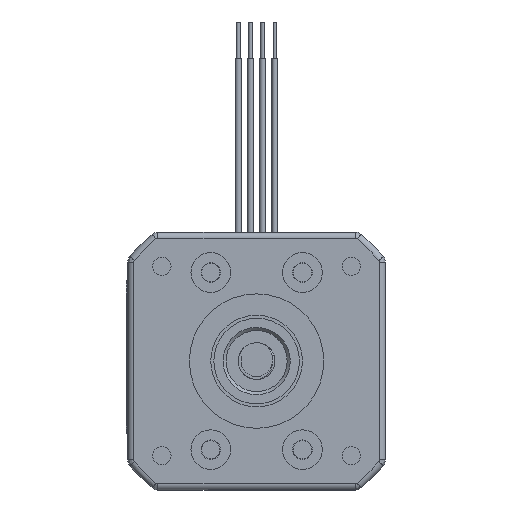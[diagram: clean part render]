
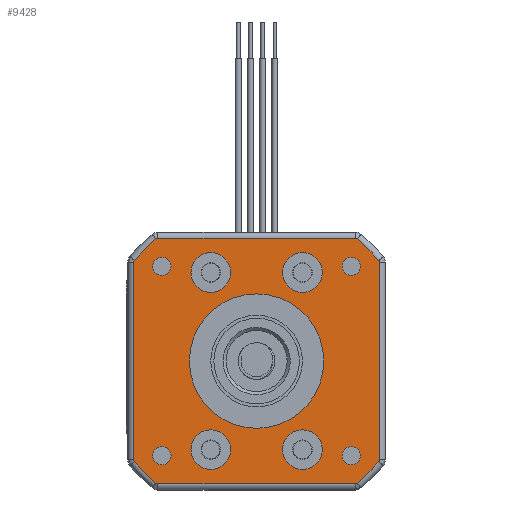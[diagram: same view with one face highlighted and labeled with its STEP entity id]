
A CAD part, front view. The second image highlights one B-rep face of the part: STEP entity #9428.
In plain terms, the highlighted face is planar.
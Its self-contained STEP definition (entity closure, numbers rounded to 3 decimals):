
#512=LINE('',#16967,#1303);
#513=LINE('',#16975,#1304);
#514=LINE('',#16983,#1305);
#515=LINE('',#16991,#1306);
#1303=VECTOR('',#12343,32.311);
#1304=VECTOR('',#12350,32.311);
#1305=VECTOR('',#12357,32.311);
#1306=VECTOR('',#12364,32.311);
#2081=FACE_BOUND('',#3195,.T.);
#2082=FACE_BOUND('',#3196,.T.);
#2083=FACE_BOUND('',#3197,.T.);
#2084=FACE_BOUND('',#3198,.T.);
#2085=FACE_BOUND('',#3199,.T.);
#2086=FACE_BOUND('',#3200,.T.);
#2087=FACE_BOUND('',#3201,.T.);
#2088=FACE_BOUND('',#3202,.T.);
#2089=FACE_BOUND('',#3203,.T.);
#2468=FACE_OUTER_BOUND('',#3194,.T.);
#3194=EDGE_LOOP('',(#7541,#7542,#7543,#7544,#7545,#7546,#7547,#7548,#7549,
#7550,#7551,#7552,#7553,#7554,#7555,#7556));
#3195=EDGE_LOOP('',(#7557));
#3196=EDGE_LOOP('',(#7558));
#3197=EDGE_LOOP('',(#7559));
#3198=EDGE_LOOP('',(#7560));
#3199=EDGE_LOOP('',(#7561));
#3200=EDGE_LOOP('',(#7562));
#3201=EDGE_LOOP('',(#7563));
#3202=EDGE_LOOP('',(#7564));
#3203=EDGE_LOOP('',(#7565));
#3817=CIRCLE('',#10298,25.9);
#3818=CIRCLE('',#10299,0.5);
#3819=CIRCLE('',#10300,0.5);
#3820=CIRCLE('',#10301,25.9);
#3821=CIRCLE('',#10302,0.5);
#3822=CIRCLE('',#10303,0.5);
#3823=CIRCLE('',#10304,25.9);
#3824=CIRCLE('',#10305,0.5);
#3825=CIRCLE('',#10306,0.5);
#3826=CIRCLE('',#10307,25.9);
#3827=CIRCLE('',#10308,0.5);
#3828=CIRCLE('',#10309,0.5);
#3829=CIRCLE('',#10310,3.25);
#3830=CIRCLE('',#10311,3.25);
#3831=CIRCLE('',#10312,3.25);
#3832=CIRCLE('',#10313,3.25);
#3833=CIRCLE('',#10314,11.);
#3834=CIRCLE('',#10315,1.5);
#3835=CIRCLE('',#10316,1.5);
#3836=CIRCLE('',#10317,1.5);
#3837=CIRCLE('',#10318,1.5);
#4502=VERTEX_POINT('',#16961);
#4503=VERTEX_POINT('',#16962);
#4504=VERTEX_POINT('',#16964);
#4505=VERTEX_POINT('',#16966);
#4506=VERTEX_POINT('',#16968);
#4507=VERTEX_POINT('',#16970);
#4508=VERTEX_POINT('',#16972);
#4509=VERTEX_POINT('',#16974);
#4510=VERTEX_POINT('',#16976);
#4511=VERTEX_POINT('',#16978);
#4512=VERTEX_POINT('',#16980);
#4513=VERTEX_POINT('',#16982);
#4514=VERTEX_POINT('',#16984);
#4515=VERTEX_POINT('',#16986);
#4516=VERTEX_POINT('',#16988);
#4517=VERTEX_POINT('',#16990);
#4518=VERTEX_POINT('',#16993);
#4519=VERTEX_POINT('',#16995);
#4520=VERTEX_POINT('',#16997);
#4521=VERTEX_POINT('',#16999);
#4522=VERTEX_POINT('',#17001);
#4523=VERTEX_POINT('',#17003);
#4524=VERTEX_POINT('',#17005);
#4525=VERTEX_POINT('',#17007);
#4526=VERTEX_POINT('',#17009);
#5586=EDGE_CURVE('',#4502,#4503,#3817,.F.);
#5587=EDGE_CURVE('',#4503,#4504,#3818,.F.);
#5588=EDGE_CURVE('',#4504,#4505,#512,.T.);
#5589=EDGE_CURVE('',#4505,#4506,#3819,.F.);
#5590=EDGE_CURVE('',#4506,#4507,#3820,.F.);
#5591=EDGE_CURVE('',#4507,#4508,#3821,.F.);
#5592=EDGE_CURVE('',#4508,#4509,#513,.T.);
#5593=EDGE_CURVE('',#4509,#4510,#3822,.F.);
#5594=EDGE_CURVE('',#4510,#4511,#3823,.F.);
#5595=EDGE_CURVE('',#4511,#4512,#3824,.F.);
#5596=EDGE_CURVE('',#4512,#4513,#514,.T.);
#5597=EDGE_CURVE('',#4513,#4514,#3825,.F.);
#5598=EDGE_CURVE('',#4514,#4515,#3826,.F.);
#5599=EDGE_CURVE('',#4515,#4516,#3827,.F.);
#5600=EDGE_CURVE('',#4516,#4517,#515,.T.);
#5601=EDGE_CURVE('',#4517,#4502,#3828,.F.);
#5602=EDGE_CURVE('',#4518,#4518,#3829,.T.);
#5603=EDGE_CURVE('',#4519,#4519,#3830,.T.);
#5604=EDGE_CURVE('',#4520,#4520,#3831,.T.);
#5605=EDGE_CURVE('',#4521,#4521,#3832,.T.);
#5606=EDGE_CURVE('',#4522,#4522,#3833,.F.);
#5607=EDGE_CURVE('',#4523,#4523,#3834,.T.);
#5608=EDGE_CURVE('',#4524,#4524,#3835,.T.);
#5609=EDGE_CURVE('',#4525,#4525,#3836,.T.);
#5610=EDGE_CURVE('',#4526,#4526,#3837,.T.);
#7541=ORIENTED_EDGE('',*,*,#5586,.T.);
#7542=ORIENTED_EDGE('',*,*,#5587,.T.);
#7543=ORIENTED_EDGE('',*,*,#5588,.T.);
#7544=ORIENTED_EDGE('',*,*,#5589,.T.);
#7545=ORIENTED_EDGE('',*,*,#5590,.T.);
#7546=ORIENTED_EDGE('',*,*,#5591,.T.);
#7547=ORIENTED_EDGE('',*,*,#5592,.T.);
#7548=ORIENTED_EDGE('',*,*,#5593,.T.);
#7549=ORIENTED_EDGE('',*,*,#5594,.T.);
#7550=ORIENTED_EDGE('',*,*,#5595,.T.);
#7551=ORIENTED_EDGE('',*,*,#5596,.T.);
#7552=ORIENTED_EDGE('',*,*,#5597,.T.);
#7553=ORIENTED_EDGE('',*,*,#5598,.T.);
#7554=ORIENTED_EDGE('',*,*,#5599,.T.);
#7555=ORIENTED_EDGE('',*,*,#5600,.T.);
#7556=ORIENTED_EDGE('',*,*,#5601,.T.);
#7557=ORIENTED_EDGE('',*,*,#5602,.F.);
#7558=ORIENTED_EDGE('',*,*,#5603,.F.);
#7559=ORIENTED_EDGE('',*,*,#5604,.F.);
#7560=ORIENTED_EDGE('',*,*,#5605,.F.);
#7561=ORIENTED_EDGE('',*,*,#5606,.F.);
#7562=ORIENTED_EDGE('',*,*,#5607,.T.);
#7563=ORIENTED_EDGE('',*,*,#5608,.T.);
#7564=ORIENTED_EDGE('',*,*,#5609,.T.);
#7565=ORIENTED_EDGE('',*,*,#5610,.T.);
#8891=PLANE('',#10297);
#9428=ADVANCED_FACE('',(#2468,#2081,#2082,#2083,#2084,#2085,#2086,#2087,
#2088,#2089),#8891,.F.);
#10297=AXIS2_PLACEMENT_3D('',#16960,#12337,#12338);
#10298=AXIS2_PLACEMENT_3D('',#16963,#12339,#12340);
#10299=AXIS2_PLACEMENT_3D('',#16965,#12341,#12342);
#10300=AXIS2_PLACEMENT_3D('',#16969,#12344,#12345);
#10301=AXIS2_PLACEMENT_3D('',#16971,#12346,#12347);
#10302=AXIS2_PLACEMENT_3D('',#16973,#12348,#12349);
#10303=AXIS2_PLACEMENT_3D('',#16977,#12351,#12352);
#10304=AXIS2_PLACEMENT_3D('',#16979,#12353,#12354);
#10305=AXIS2_PLACEMENT_3D('',#16981,#12355,#12356);
#10306=AXIS2_PLACEMENT_3D('',#16985,#12358,#12359);
#10307=AXIS2_PLACEMENT_3D('',#16987,#12360,#12361);
#10308=AXIS2_PLACEMENT_3D('',#16989,#12362,#12363);
#10309=AXIS2_PLACEMENT_3D('',#16992,#12365,#12366);
#10310=AXIS2_PLACEMENT_3D('',#16994,#12367,#12368);
#10311=AXIS2_PLACEMENT_3D('',#16996,#12369,#12370);
#10312=AXIS2_PLACEMENT_3D('',#16998,#12371,#12372);
#10313=AXIS2_PLACEMENT_3D('',#17000,#12373,#12374);
#10314=AXIS2_PLACEMENT_3D('',#17002,#12375,#12376);
#10315=AXIS2_PLACEMENT_3D('',#17004,#12377,#12378);
#10316=AXIS2_PLACEMENT_3D('',#17006,#12379,#12380);
#10317=AXIS2_PLACEMENT_3D('',#17008,#12381,#12382);
#10318=AXIS2_PLACEMENT_3D('',#17010,#12383,#12384);
#12337=DIRECTION('center_axis',(0.,-1.,0.));
#12338=DIRECTION('ref_axis',(0.,0.,-1.));
#12339=DIRECTION('center_axis',(0.,-1.,0.));
#12340=DIRECTION('ref_axis',(0.,0.,-1.));
#12341=DIRECTION('center_axis',(0.,-1.,0.));
#12342=DIRECTION('ref_axis',(0.,0.,-1.));
#12343=DIRECTION('',(0.,0.,1.));
#12344=DIRECTION('center_axis',(0.,-1.,0.));
#12345=DIRECTION('ref_axis',(0.,0.,-1.));
#12346=DIRECTION('center_axis',(0.,-1.,0.));
#12347=DIRECTION('ref_axis',(0.,0.,-1.));
#12348=DIRECTION('center_axis',(0.,-1.,0.));
#12349=DIRECTION('ref_axis',(0.,0.,-1.));
#12350=DIRECTION('',(1.,0.,0.));
#12351=DIRECTION('center_axis',(0.,-1.,0.));
#12352=DIRECTION('ref_axis',(0.,0.,-1.));
#12353=DIRECTION('center_axis',(0.,-1.,0.));
#12354=DIRECTION('ref_axis',(0.,0.,-1.));
#12355=DIRECTION('center_axis',(0.,-1.,0.));
#12356=DIRECTION('ref_axis',(0.,0.,-1.));
#12357=DIRECTION('',(0.,0.,-1.));
#12358=DIRECTION('center_axis',(0.,-1.,0.));
#12359=DIRECTION('ref_axis',(0.,0.,-1.));
#12360=DIRECTION('center_axis',(0.,-1.,0.));
#12361=DIRECTION('ref_axis',(0.,0.,-1.));
#12362=DIRECTION('center_axis',(0.,-1.,0.));
#12363=DIRECTION('ref_axis',(0.,0.,-1.));
#12364=DIRECTION('',(-1.,0.,0.));
#12365=DIRECTION('center_axis',(0.,-1.,0.));
#12366=DIRECTION('ref_axis',(0.,0.,-1.));
#12367=DIRECTION('center_axis',(0.,1.,0.));
#12368=DIRECTION('ref_axis',(0.,0.,1.));
#12369=DIRECTION('center_axis',(0.,1.,0.));
#12370=DIRECTION('ref_axis',(0.,0.,1.));
#12371=DIRECTION('center_axis',(0.,1.,0.));
#12372=DIRECTION('ref_axis',(0.,0.,1.));
#12373=DIRECTION('center_axis',(0.,1.,0.));
#12374=DIRECTION('ref_axis',(0.,0.,1.));
#12375=DIRECTION('center_axis',(0.,-1.,0.));
#12376=DIRECTION('ref_axis',(0.,0.,-1.));
#12377=DIRECTION('center_axis',(0.,-1.,0.));
#12378=DIRECTION('ref_axis',(0.,0.,-1.));
#12379=DIRECTION('center_axis',(0.,-1.,0.));
#12380=DIRECTION('ref_axis',(0.,0.,-1.));
#12381=DIRECTION('center_axis',(0.,-1.,0.));
#12382=DIRECTION('ref_axis',(0.,0.,-1.));
#12383=DIRECTION('center_axis',(0.,-1.,0.));
#12384=DIRECTION('ref_axis',(0.,0.,-1.));
#16960=CARTESIAN_POINT('Origin',(0.,3.,0.));
#16961=CARTESIAN_POINT('',(-16.474,3.,-19.986));
#16962=CARTESIAN_POINT('',(-19.986,3.,-16.474));
#16963=CARTESIAN_POINT('Origin',(0.,3.,0.));
#16964=CARTESIAN_POINT('',(-20.1,3.,-16.155));
#16965=CARTESIAN_POINT('Origin',(-19.6,3.,-16.155));
#16966=CARTESIAN_POINT('',(-20.1,3.,16.155));
#16967=CARTESIAN_POINT('',(-20.1,3.,-16.155));
#16968=CARTESIAN_POINT('',(-19.986,3.,16.474));
#16969=CARTESIAN_POINT('Origin',(-19.6,3.,16.155));
#16970=CARTESIAN_POINT('',(-16.474,3.,19.986));
#16971=CARTESIAN_POINT('Origin',(0.,3.,0.));
#16972=CARTESIAN_POINT('',(-16.155,3.,20.1));
#16973=CARTESIAN_POINT('Origin',(-16.155,3.,19.6));
#16974=CARTESIAN_POINT('',(16.155,3.,20.1));
#16975=CARTESIAN_POINT('',(-16.155,3.,20.1));
#16976=CARTESIAN_POINT('',(16.474,3.,19.986));
#16977=CARTESIAN_POINT('Origin',(16.155,3.,19.6));
#16978=CARTESIAN_POINT('',(19.986,3.,16.474));
#16979=CARTESIAN_POINT('Origin',(0.,3.,0.));
#16980=CARTESIAN_POINT('',(20.1,3.,16.155));
#16981=CARTESIAN_POINT('Origin',(19.6,3.,16.155));
#16982=CARTESIAN_POINT('',(20.1,3.,-16.155));
#16983=CARTESIAN_POINT('',(20.1,3.,16.155));
#16984=CARTESIAN_POINT('',(19.986,3.,-16.474));
#16985=CARTESIAN_POINT('Origin',(19.6,3.,-16.155));
#16986=CARTESIAN_POINT('',(16.474,3.,-19.986));
#16987=CARTESIAN_POINT('Origin',(0.,3.,0.));
#16988=CARTESIAN_POINT('',(16.155,3.,-20.1));
#16989=CARTESIAN_POINT('Origin',(16.155,3.,-19.6));
#16990=CARTESIAN_POINT('',(-16.155,3.,-20.1));
#16991=CARTESIAN_POINT('',(16.155,3.,-20.1));
#16992=CARTESIAN_POINT('Origin',(-16.155,3.,-19.6));
#16993=CARTESIAN_POINT('',(7.5,3.,17.75));
#16994=CARTESIAN_POINT('Origin',(7.5,3.,14.5));
#16995=CARTESIAN_POINT('',(-7.5,3.,17.75));
#16996=CARTESIAN_POINT('Origin',(-7.5,3.,14.5));
#16997=CARTESIAN_POINT('',(7.5,3.,-11.25));
#16998=CARTESIAN_POINT('Origin',(7.5,3.,-14.5));
#16999=CARTESIAN_POINT('',(-7.5,3.,-11.25));
#17000=CARTESIAN_POINT('Origin',(-7.5,3.,-14.5));
#17001=CARTESIAN_POINT('',(0.,3.,-11.));
#17002=CARTESIAN_POINT('Origin',(0.,3.,0.));
#17003=CARTESIAN_POINT('',(-15.5,3.,-17.));
#17004=CARTESIAN_POINT('Origin',(-15.5,3.,-15.5));
#17005=CARTESIAN_POINT('',(15.5,3.,-17.));
#17006=CARTESIAN_POINT('Origin',(15.5,3.,-15.5));
#17007=CARTESIAN_POINT('',(15.5,3.,14.));
#17008=CARTESIAN_POINT('Origin',(15.5,3.,15.5));
#17009=CARTESIAN_POINT('',(-15.5,3.,14.));
#17010=CARTESIAN_POINT('Origin',(-15.5,3.,15.5));
